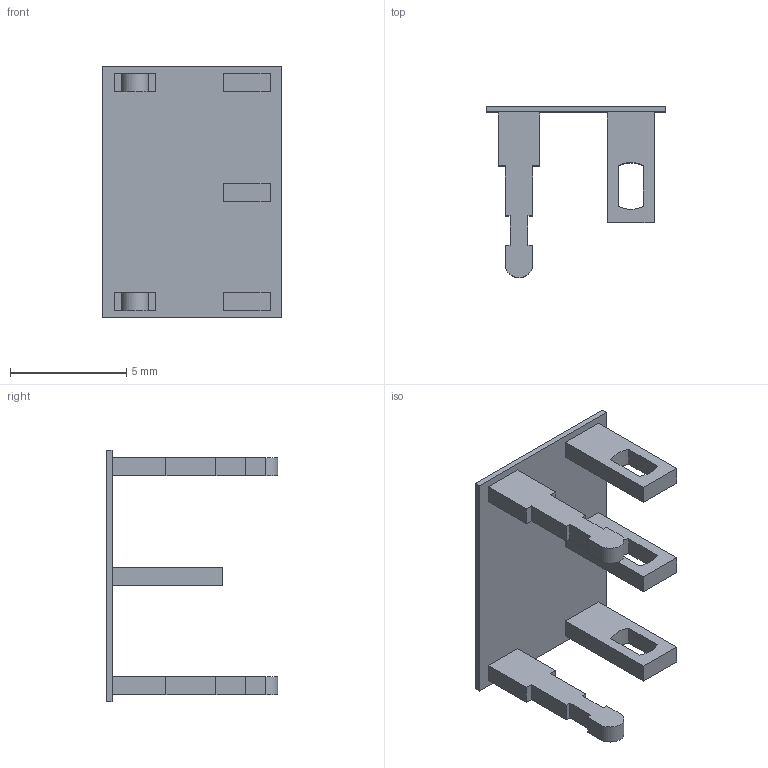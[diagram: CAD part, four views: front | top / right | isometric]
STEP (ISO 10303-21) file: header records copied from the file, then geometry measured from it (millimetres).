
FILE_DESCRIPTION(/* description */ ('M2100 Series LED Tipped Actuators - terminals-'),/* implementation_level */ '2;1');
FILE_NAME(/* name */ 'M211LCW01-terminals.ipt.step',/* time_stamp */ '2014-01-07T11:14:12-08:00',/* author */ ('Cadenas PARTsolutions'),/* organization */ ('NKKSWITCHES'),/* preprocessor_version */ 'ST-DEVELOPER v15.2',/* originating_system */ 'Autodesk Inventor 2014',/* authorisation */ '');
FILE_SCHEMA (('AUTOMOTIVE_DESIGN { 1 0 10303 214 3 1 1 }'));
Length unit declared in the file: inch
Products named in the file (1): M211LCW01-terminals
Bounding box: 7.72 x 7.36 x 10.79 mm (x, y, z)
Volume: 53 mm3; surface area: 315.8 mm2
Topology: 1 solids, 1 shells, 67 faces, 180 edges, 120 vertices
Faces by surface type: plane 59, cylinder 8
Entity records: 2105 total; most frequent: CARTESIAN_POINT 368, ORIENTED_EDGE 360, DIRECTION 332, EDGE_CURVE 180, LINE 164, VECTOR 164, VERTEX_POINT 120, AXIS2_PLACEMENT_3D 84
